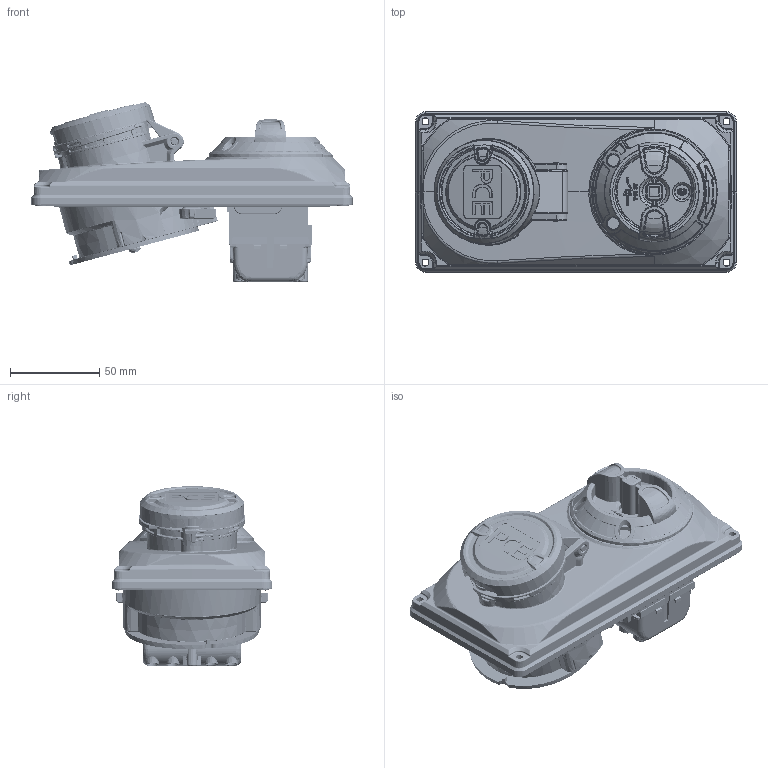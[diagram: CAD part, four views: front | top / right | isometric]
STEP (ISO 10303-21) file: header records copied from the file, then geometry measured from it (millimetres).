
FILE_DESCRIPTION (( 'STEP AP203' ), '1' );
FILE_NAME ('6013-6.STEP', '2018-05-14T09:36:58', ( '' ), ( '' ), 'SwSTEP 2.0', 'SolidWorks 2016', '' );
FILE_SCHEMA (( 'CONFIG_CONTROL_DESIGN' ));
Length unit declared in the file: millimetre
Products named in the file (1): 6013-6
Bounding box: 180.28 x 90 x 100.8 mm (x, y, z)
Volume: 618127.6 mm3; surface area: 108375.7 mm2
Topology: 1 solids, 1 shells, 4797 faces, 11612 edges, 6888 vertices
Faces by surface type: bspline 2264, plane 1310, cylinder 988, cone 235
Full cylindrical faces by diameter (mm): 3.4 x2, 4 x14, 4.1 x2, 4.25 x4, 4.4 x4, 4.7 x1, 5.4 x3, 7.6 x1, 52 x1
Entity records: 245362 total; most frequent: CARTESIAN_POINT 154817, ORIENTED_EDGE 22524, DIRECTION 12819, EDGE_CURVE 11262, VERTEX_POINT 6777, B_SPLINE_CURVE_WITH_KNOTS 5216, EDGE_LOOP 5133, FACE_OUTER_BOUND 4887
